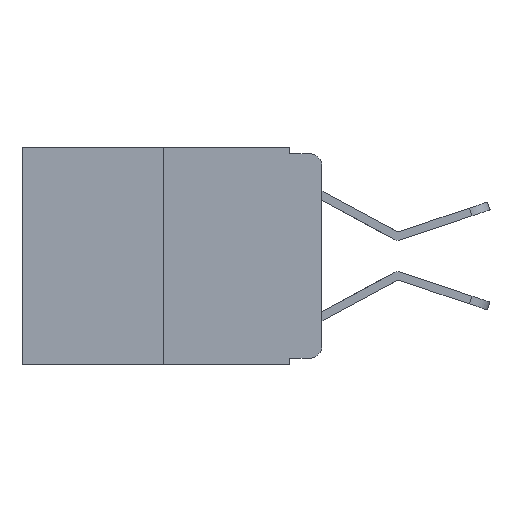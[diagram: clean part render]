
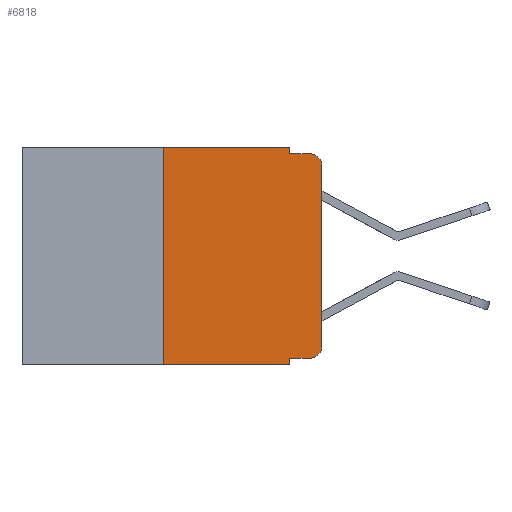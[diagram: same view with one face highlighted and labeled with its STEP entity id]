
A CAD part, left-side view. The second image highlights one B-rep face of the part: STEP entity #6818.
In plain terms, the highlighted planar face has unit normal (-1, 0, 0).
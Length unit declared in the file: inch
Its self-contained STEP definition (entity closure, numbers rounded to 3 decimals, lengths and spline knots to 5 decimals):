
#46 = CARTESIAN_POINT ( 'NONE',  ( 0., 0.25, -0.343 ) ) ;
#76 = FACE_OUTER_BOUND ( 'NONE', #9531, .T. ) ;
#390 = ORIENTED_EDGE ( 'NONE', *, *, #4002, .T. ) ;
#529 = EDGE_CURVE ( 'NONE', #5738, #8032, #3062, .T. ) ;
#692 = CARTESIAN_POINT ( 'NONE',  ( 0., 0.051, -0.01 ) ) ;
#718 = VECTOR ( 'NONE', #10189, 39.37008 ) ;
#856 = EDGE_CURVE ( 'NONE', #8812, #1195, #9035, .T. ) ;
#1103 = AXIS2_PLACEMENT_3D ( 'NONE', #9562, #3099, #9458 ) ;
#1195 = VERTEX_POINT ( 'NONE', #3387 ) ;
#1241 = EDGE_CURVE ( 'NONE', #8812, #6417, #1435, .T. ) ;
#1315 = DIRECTION ( 'NONE',  ( 0., 0., -1. ) ) ;
#1435 = LINE ( 'NONE', #8897, #2309 ) ;
#1442 = ORIENTED_EDGE ( 'NONE', *, *, #1241, .F. ) ;
#1546 = DIRECTION ( 'NONE',  ( 0., -1., 0. ) ) ;
#1563 = ORIENTED_EDGE ( 'NONE', *, *, #529, .T. ) ;
#1597 = CARTESIAN_POINT ( 'NONE',  ( 0., 0.02, -0.03 ) ) ;
#1635 = DIRECTION ( 'NONE',  ( 0., 0., 1. ) ) ;
#1669 = CARTESIAN_POINT ( 'NONE',  ( 0., 0.02, -0.313 ) ) ;
#1714 = EDGE_CURVE ( 'NONE', #2918, #1195, #2805, .T. ) ;
#2141 = VECTOR ( 'NONE', #4742, 39.37008 ) ;
#2170 = VECTOR ( 'NONE', #8125, 39.37008 ) ;
#2309 = VECTOR ( 'NONE', #5830, 39.37008 ) ;
#2775 = LINE ( 'NONE', #7340, #2141 ) ;
#2805 = LINE ( 'NONE', #5716, #2170 ) ;
#2892 = LINE ( 'NONE', #6345, #5895 ) ;
#2918 = VERTEX_POINT ( 'NONE', #6727 ) ;
#2923 = EDGE_CURVE ( 'NONE', #6417, #8313, #2775, .T. ) ;
#3062 = CIRCLE ( 'NONE', #7589, 0.02 ) ;
#3099 = DIRECTION ( 'NONE',  ( 1., 0., 0. ) ) ;
#3116 = EDGE_CURVE ( 'NONE', #9388, #8032, #2892, .T. ) ;
#3249 = ORIENTED_EDGE ( 'NONE', *, *, #2923, .F. ) ;
#3277 = AXIS2_PLACEMENT_3D ( 'NONE', #1669, #6591, #4890 ) ;
#3387 = CARTESIAN_POINT ( 'NONE',  ( 0., 0.051, -0.343 ) ) ;
#3662 = VECTOR ( 'NONE', #9976, 39.37008 ) ;
#3752 = CARTESIAN_POINT ( 'NONE',  ( 0., 0.051, 0. ) ) ;
#3882 = DIRECTION ( 'NONE',  ( 0., 0., -1. ) ) ;
#3919 = EDGE_CURVE ( 'NONE', #10205, #5738, #10234, .T. ) ;
#4002 = EDGE_CURVE ( 'NONE', #4210, #10205, #6857, .T. ) ;
#4163 = CARTESIAN_POINT ( 'NONE',  ( 0., 0.051, 0. ) ) ;
#4210 = VERTEX_POINT ( 'NONE', #9845 ) ;
#4305 = ORIENTED_EDGE ( 'NONE', *, *, #7245, .T. ) ;
#4496 = ORIENTED_EDGE ( 'NONE', *, *, #1714, .F. ) ;
#4742 = DIRECTION ( 'NONE',  ( 0., -1., 0. ) ) ;
#4781 = PLANE ( 'NONE',  #1103 ) ;
#4890 = DIRECTION ( 'NONE',  ( 0., 0., -1. ) ) ;
#5716 = CARTESIAN_POINT ( 'NONE',  ( 0., 0.051, 0. ) ) ;
#5738 = VERTEX_POINT ( 'NONE', #6609 ) ;
#5830 = DIRECTION ( 'NONE',  ( 0., 0., 1. ) ) ;
#5895 = VECTOR ( 'NONE', #1546, 39.37008 ) ;
#5918 = ORIENTED_EDGE ( 'NONE', *, *, #3919, .T. ) ;
#6203 = EDGE_CURVE ( 'NONE', #8313, #9388, #9923, .T. ) ;
#6345 = CARTESIAN_POINT ( 'NONE',  ( 0., 0.051, -0.01 ) ) ;
#6347 = DIRECTION ( 'NONE',  ( -1., 0., 0. ) ) ;
#6408 = CARTESIAN_POINT ( 'NONE',  ( 0., 0.25, 0. ) ) ;
#6417 = VERTEX_POINT ( 'NONE', #6408 ) ;
#6462 = ORIENTED_EDGE ( 'NONE', *, *, #856, .T. ) ;
#6573 = VECTOR ( 'NONE', #1315, 39.37008 ) ;
#6591 = DIRECTION ( 'NONE',  ( -1., 0., 0. ) ) ;
#6609 = CARTESIAN_POINT ( 'NONE',  ( 0., 0., -0.03 ) ) ;
#6727 = CARTESIAN_POINT ( 'NONE',  ( 0., 0.051, -0.333 ) ) ;
#6818 = ADVANCED_FACE ( 'NONE', ( #76 ), #4781, .F. ) ;
#6857 = CIRCLE ( 'NONE', #3277, 0.02 ) ;
#7051 = ORIENTED_EDGE ( 'NONE', *, *, #6203, .F. ) ;
#7157 = LINE ( 'NONE', #9259, #3662 ) ;
#7245 = EDGE_CURVE ( 'NONE', #2918, #4210, #7157, .T. ) ;
#7340 = CARTESIAN_POINT ( 'NONE',  ( 0., 0.473, 0. ) ) ;
#7440 = CARTESIAN_POINT ( 'NONE',  ( 0., 0.02, -0.01 ) ) ;
#7589 = AXIS2_PLACEMENT_3D ( 'NONE', #1597, #6347, #3882 ) ;
#7602 = CARTESIAN_POINT ( 'NONE',  ( 0., 0.473, -0.343 ) ) ;
#7846 = VECTOR ( 'NONE', #1635, 39.37008 ) ;
#8032 = VERTEX_POINT ( 'NONE', #7440 ) ;
#8066 = ORIENTED_EDGE ( 'NONE', *, *, #3116, .F. ) ;
#8125 = DIRECTION ( 'NONE',  ( 0., 0., -1. ) ) ;
#8313 = VERTEX_POINT ( 'NONE', #4163 ) ;
#8812 = VERTEX_POINT ( 'NONE', #46 ) ;
#8897 = CARTESIAN_POINT ( 'NONE',  ( 0., 0.25, 0. ) ) ;
#9035 = LINE ( 'NONE', #7602, #718 ) ;
#9259 = CARTESIAN_POINT ( 'NONE',  ( 0., 0.051, -0.333 ) ) ;
#9388 = VERTEX_POINT ( 'NONE', #692 ) ;
#9458 = DIRECTION ( 'NONE',  ( 0., 0., -1. ) ) ;
#9487 = CARTESIAN_POINT ( 'NONE',  ( 0., 0., 0. ) ) ;
#9531 = EDGE_LOOP ( 'NONE', ( #5918, #1563, #8066, #7051, #3249, #1442, #6462, #4496, #4305, #390 ) ) ;
#9562 = CARTESIAN_POINT ( 'NONE',  ( 0., 0.473, 0. ) ) ;
#9684 = CARTESIAN_POINT ( 'NONE',  ( 0., 0., -0.313 ) ) ;
#9845 = CARTESIAN_POINT ( 'NONE',  ( 0., 0.02, -0.333 ) ) ;
#9923 = LINE ( 'NONE', #3752, #6573 ) ;
#9976 = DIRECTION ( 'NONE',  ( 0., -1., 0. ) ) ;
#10189 = DIRECTION ( 'NONE',  ( 0., -1., 0. ) ) ;
#10205 = VERTEX_POINT ( 'NONE', #9684 ) ;
#10234 = LINE ( 'NONE', #9487, #7846 ) ;
